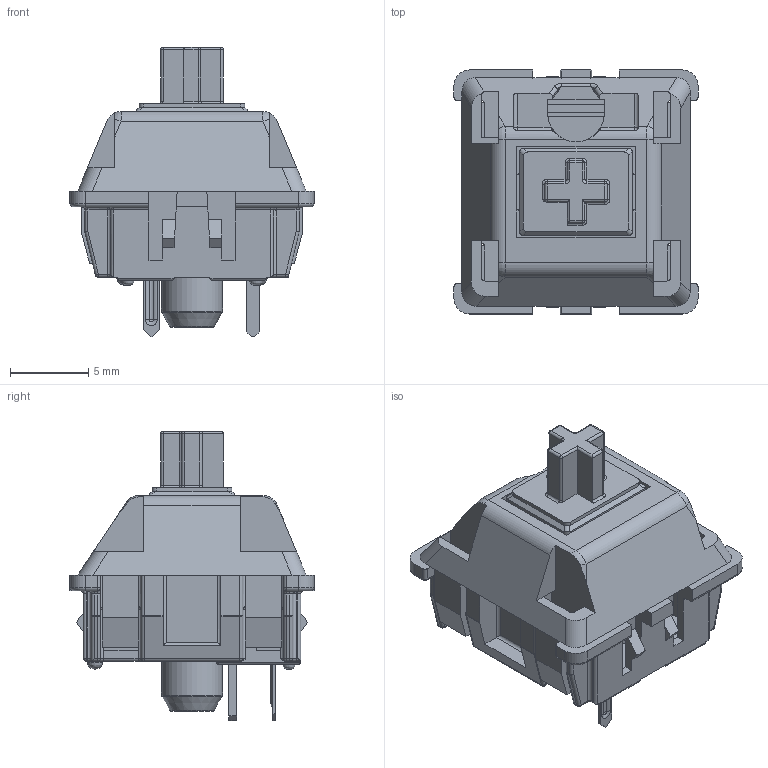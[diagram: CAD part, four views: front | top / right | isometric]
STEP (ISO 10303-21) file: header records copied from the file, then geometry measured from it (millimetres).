
FILE_DESCRIPTION((' '),'2;1');
FILE_NAME('KS1100OA1AF060.stp','2017-07-12T14:20:09',(' '),(' '),' ','ACIS',' ');
FILE_SCHEMA(('CONFIG_CONTROL_DESIGN'));
Length unit declared in the file: inch
Products named in the file (1): KS1100OA1AF060.stp
Bounding box: 15.6 x 15.6 x 18.5 mm (x, y, z)
Volume: 936.3 mm3; surface area: 2101.8 mm2
Topology: 1 solids, 1 shells, 632 faces, 1639 edges, 990 vertices
Faces by surface type: plane 286, cylinder 239, sphere 51, torus 42, bspline 13, cone 1
Full cylindrical faces by diameter (mm): 0.8 x2, 1 x2, 1.4 x2, 3.9 x1
Entity records: 19324 total; most frequent: CARTESIAN_POINT 3794, DIRECTION 3325, ORIENTED_EDGE 3190, EDGE_CURVE 1595, AXIS2_PLACEMENT_3D 1143, VECTOR 1039, LINE 1039, VERTEX_POINT 967
